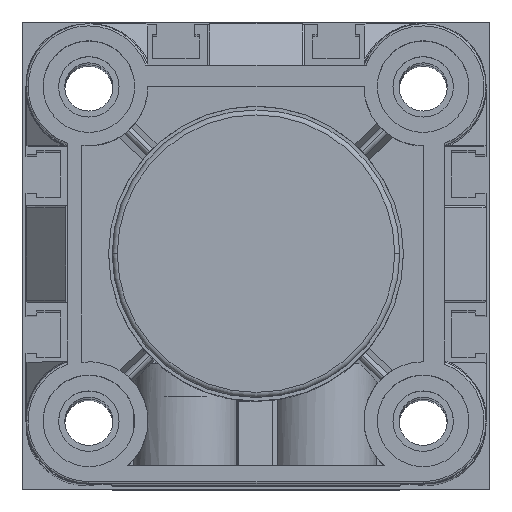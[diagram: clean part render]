
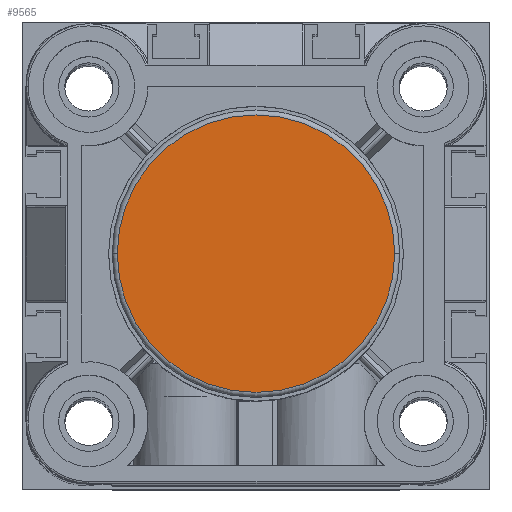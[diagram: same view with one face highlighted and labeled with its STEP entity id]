
A CAD part, top view. The second image highlights one B-rep face of the part: STEP entity #9565.
In plain terms, the highlighted face is planar.
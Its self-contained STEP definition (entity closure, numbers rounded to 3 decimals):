
#252 = VERTEX_POINT ( 'NONE', #5971 ) ;
#2622 = DIRECTION ( 'NONE',  ( 0., 0., 1. ) ) ;
#2726 = FACE_OUTER_BOUND ( 'NONE', #17584, .T. ) ;
#2913 = CIRCLE ( 'NONE', #13034, 19.3 ) ;
#5971 = CARTESIAN_POINT ( 'NONE',  ( 45.55, 26.25, -4. ) ) ;
#7517 = DIRECTION ( 'NONE',  ( 0., 0., -1. ) ) ;
#7707 = CARTESIAN_POINT ( 'NONE',  ( 26.25, 26.25, -4. ) ) ;
#9565 = ADVANCED_FACE ( 'NONE', ( #2726 ), #9762, .F. ) ;
#9762 = PLANE ( 'NONE',  #23509 ) ;
#10120 = DIRECTION ( 'NONE',  ( 1., 0., 0. ) ) ;
#11379 = ORIENTED_EDGE ( 'NONE', *, *, #19986, .T. ) ;
#12231 = AXIS2_PLACEMENT_3D ( 'NONE', #7707, #24567, #10120 ) ;
#12744 = ORIENTED_EDGE ( 'NONE', *, *, #18752, .T. ) ;
#13034 = AXIS2_PLACEMENT_3D ( 'NONE', #21966, #7517, #24403 ) ;
#16046 = CARTESIAN_POINT ( 'NONE',  ( 6.95, 26.25, -4. ) ) ;
#17584 = EDGE_LOOP ( 'NONE', ( #12744, #11379 ) ) ;
#18752 = EDGE_CURVE ( 'NONE', #252, #29326, #22496, .T. ) ;
#19361 = CARTESIAN_POINT ( 'NONE',  ( 0., 0., -4. ) ) ;
#19469 = DIRECTION ( 'NONE',  ( 1., 0., 0. ) ) ;
#19986 = EDGE_CURVE ( 'NONE', #29326, #252, #2913, .T. ) ;
#21966 = CARTESIAN_POINT ( 'NONE',  ( 26.25, 26.25, -4. ) ) ;
#22496 = CIRCLE ( 'NONE', #12231, 19.3 ) ;
#23509 = AXIS2_PLACEMENT_3D ( 'NONE', #19361, #2622, #19469 ) ;
#24403 = DIRECTION ( 'NONE',  ( 1., 0., 0. ) ) ;
#24567 = DIRECTION ( 'NONE',  ( 0., 0., -1. ) ) ;
#29326 = VERTEX_POINT ( 'NONE', #16046 ) ;
